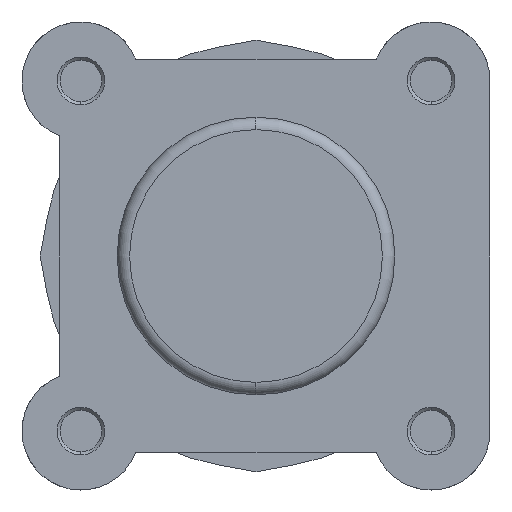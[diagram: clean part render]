
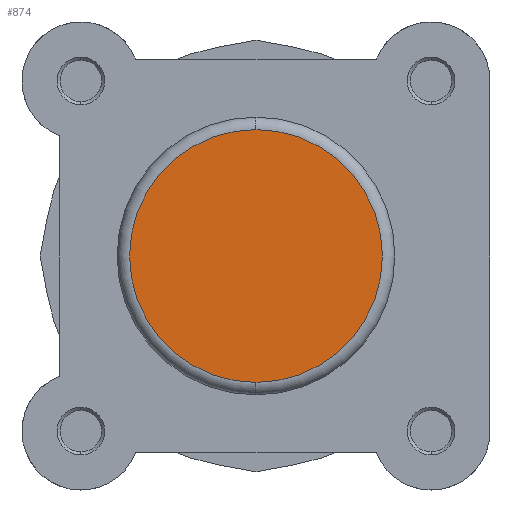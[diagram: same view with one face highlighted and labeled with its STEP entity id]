
A CAD part, left-side view. The second image highlights one B-rep face of the part: STEP entity #874.
In plain terms, the highlighted planar face has unit normal (-1, 0, 0).
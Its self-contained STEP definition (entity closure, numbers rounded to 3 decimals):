
#168 = EDGE_CURVE ( 'NONE', #169, #181, #3739, .T. ) ;
#169 = VERTEX_POINT ( 'NONE', #2314 ) ;
#181 = VERTEX_POINT ( 'NONE', #2338 ) ;
#322 = ORIENTED_EDGE ( 'NONE', *, *, #168, .T. ) ;
#340 = ORIENTED_EDGE ( 'NONE', *, *, #1041, .T. ) ;
#874 = ADVANCED_FACE ( 'NONE', ( #3847 ), #2581, .F. ) ;
#1041 = EDGE_CURVE ( 'NONE', #181, #169, #5376, .T. ) ;
#1342 = AXIS2_PLACEMENT_3D ( 'NONE', #2319, #2321, #2322 ) ;
#1397 = AXIS2_PLACEMENT_3D ( 'NONE', #2580, #2583, #2584 ) ;
#1591 = AXIS2_PLACEMENT_3D ( 'NONE', #4307, #4309, #4310 ) ;
#2314 = CARTESIAN_POINT ( 'NONE',  ( 0., 0., 20.4 ) ) ;
#2319 = CARTESIAN_POINT ( 'NONE',  ( 0., 0., 0. ) ) ;
#2321 = DIRECTION ( 'NONE',  ( -1., 0., 0. ) ) ;
#2322 = DIRECTION ( 'NONE',  ( 0., 0., -1. ) ) ;
#2338 = CARTESIAN_POINT ( 'NONE',  ( 0., 0., -20.4 ) ) ;
#2580 = CARTESIAN_POINT ( 'NONE',  ( 0., 0., 0. ) ) ;
#2581 = PLANE ( 'NONE',  #1397 ) ;
#2583 = DIRECTION ( 'NONE',  ( 1., 0., 0. ) ) ;
#2584 = DIRECTION ( 'NONE',  ( 0., 0., -1. ) ) ;
#3514 = EDGE_LOOP ( 'NONE', ( #340, #322 ) ) ;
#3739 = CIRCLE ( 'NONE', #1342, 20.4 ) ;
#3847 = FACE_OUTER_BOUND ( 'NONE', #3514, .T. ) ;
#4307 = CARTESIAN_POINT ( 'NONE',  ( 0., 0., 0. ) ) ;
#4309 = DIRECTION ( 'NONE',  ( -1., 0., 0. ) ) ;
#4310 = DIRECTION ( 'NONE',  ( 0., 0., -1. ) ) ;
#5376 = CIRCLE ( 'NONE', #1591, 20.4 ) ;
